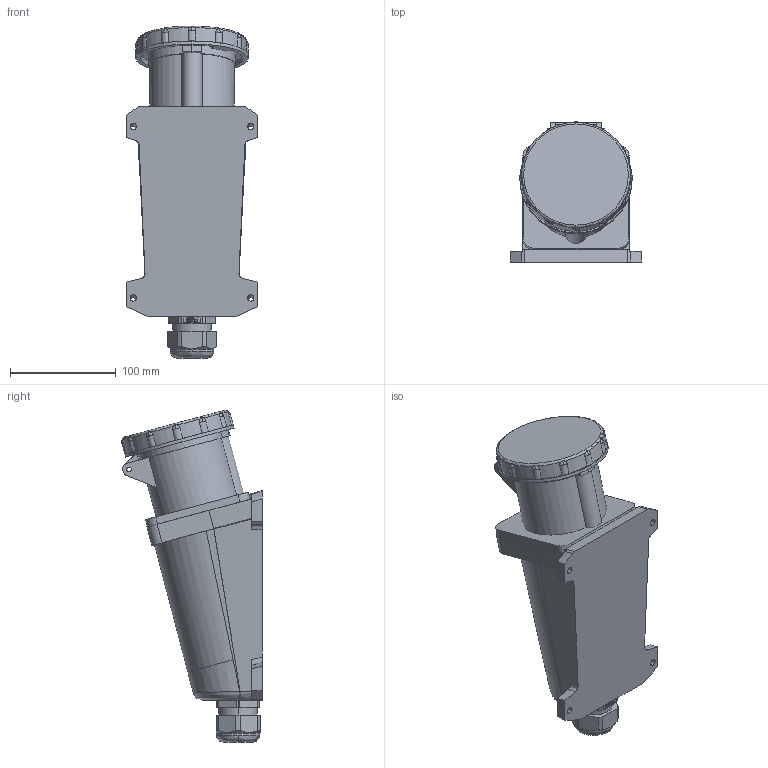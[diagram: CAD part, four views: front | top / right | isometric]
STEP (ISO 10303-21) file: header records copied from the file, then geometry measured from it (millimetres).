
FILE_DESCRIPTION (( 'STEP AP214' ), '1' );
FILE_NAME ('PSR12-063-4 Ðîçåòêà 134 ñòàöèîíàðíàÿ 3Ð+ÐÅ 63À 380Â IP54 ÈÝÊ.STEP', '2017-03-10T08:28:31', ( '' ), ( '' ), 'SwSTEP 2.0', 'SolidWorks 2014', '' );
FILE_SCHEMA (( 'AUTOMOTIVE_DESIGN' ));
Length unit declared in the file: millimetre
Products named in the file (1): PSR12-063-4 Ðîçåòêà 134 ñòàöèîíàðíàÿ 3Ð+ÐÅ 63À 380Â IP54 ÈÝÊ
Bounding box: 124 x 132.66 x 313.66 mm (x, y, z)
Volume: 892914.8 mm3; surface area: 312034.5 mm2
Topology: 13 solids, 13 shells, 952 faces, 2609 edges, 1723 vertices
Faces by surface type: plane 539, cylinder 267, bspline 106, torus 26, cone 14
Entity records: 38904 total; most frequent: CARTESIAN_POINT 14903, ORIENTED_EDGE 5218, DIRECTION 4590, EDGE_CURVE 2609, VERTEX_POINT 1723, AXIS2_PLACEMENT_3D 1573, LINE 1444, VECTOR 1444
